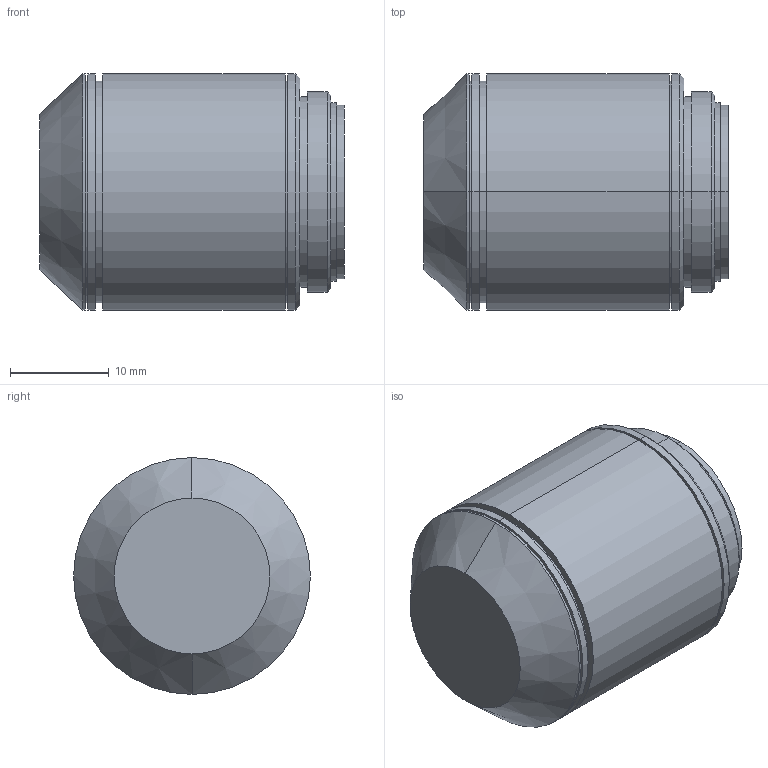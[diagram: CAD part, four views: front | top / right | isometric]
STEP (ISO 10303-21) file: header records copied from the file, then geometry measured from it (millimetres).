
FILE_DESCRIPTION (( 'STEP AP203' ), '1' );
FILE_NAME ('Web Model 86812_86812.step', '2018-11-15T18:54:05', ( '' ), ( '' ), 'SwSTEP 2.0', 'SolidWorks 2016', '' );
FILE_SCHEMA (( 'CONFIG_CONTROL_DESIGN' ));
Length unit declared in the file: millimetre
Products named in the file (1): Web Model 86812_86812
Bounding box: 30.89 x 24 x 24 mm (x, y, z)
Volume: 12587.4 mm3; surface area: 3306.1 mm2
Topology: 1 solids, 1 shells, 40 faces, 78 edges, 50 vertices
Faces by surface type: cylinder 22, plane 12, cone 6
Entity records: 1121 total; most frequent: DIRECTION 210, CARTESIAN_POINT 169, ORIENTED_EDGE 156, AXIS2_PLACEMENT_3D 91, EDGE_CURVE 78, EDGE_LOOP 50, CIRCLE 50, VERTEX_POINT 50
